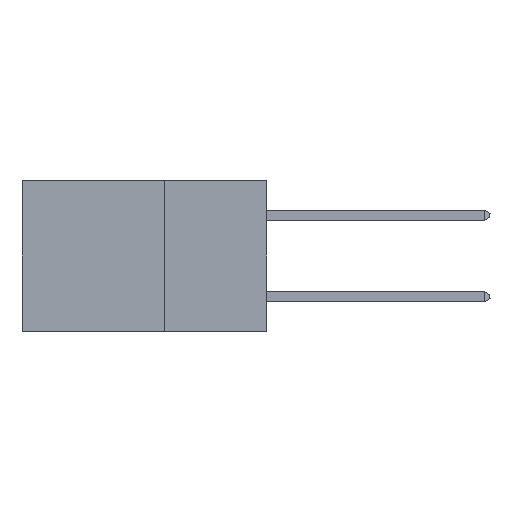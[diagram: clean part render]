
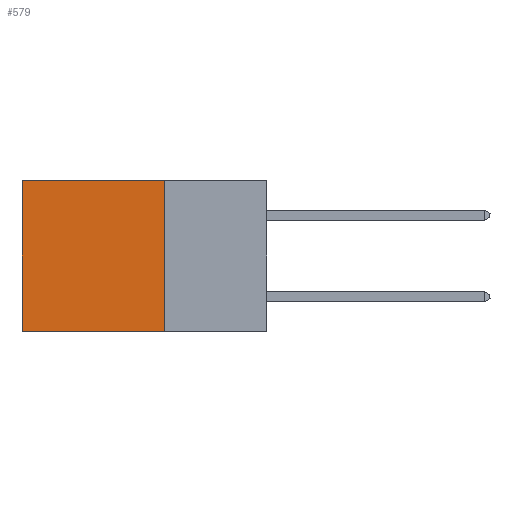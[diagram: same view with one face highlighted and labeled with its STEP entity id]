
A CAD part, left-side view. The second image highlights one B-rep face of the part: STEP entity #579.
In plain terms, the highlighted planar face has unit normal (-1, 0, 0).
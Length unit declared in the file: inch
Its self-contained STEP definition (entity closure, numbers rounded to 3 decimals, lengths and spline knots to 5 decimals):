
#579 = ADVANCED_FACE ( 'NONE', ( #27472 ), #11133, .F. ) ;
#1097 = DIRECTION ( 'NONE',  ( 0., 1., 0. ) ) ;
#2786 = CARTESIAN_POINT ( 'NONE',  ( 0.2875, 0.6, 0. ) ) ;
#3959 = CARTESIAN_POINT ( 'NONE',  ( 0.2875, 0.25, 0. ) ) ;
#4219 = LINE ( 'NONE', #14618, #18774 ) ;
#6081 = EDGE_CURVE ( 'NONE', #11778, #30435, #4219, .T. ) ;
#6125 = CARTESIAN_POINT ( 'NONE',  ( 0.2875, 0.6, -0.37 ) ) ;
#6189 = VERTEX_POINT ( 'NONE', #6125 ) ;
#6367 = LINE ( 'NONE', #16423, #13391 ) ;
#8318 = VECTOR ( 'NONE', #29914, 39.37008 ) ;
#10151 = ORIENTED_EDGE ( 'NONE', *, *, #21782, .F. ) ;
#11133 = PLANE ( 'NONE',  #28004 ) ;
#11267 = DIRECTION ( 'NONE',  ( 1., 0., 0. ) ) ;
#11778 = VERTEX_POINT ( 'NONE', #3959 ) ;
#12008 = DIRECTION ( 'NONE',  ( 0., 0., -1. ) ) ;
#12754 = EDGE_CURVE ( 'NONE', #11778, #31255, #6367, .T. ) ;
#13391 = VECTOR ( 'NONE', #25433, 39.37008 ) ;
#14618 = CARTESIAN_POINT ( 'NONE',  ( 0.2875, 0.25, 0. ) ) ;
#16423 = CARTESIAN_POINT ( 'NONE',  ( 0.2875, 0.25, 0. ) ) ;
#17930 = VECTOR ( 'NONE', #1097, 39.37008 ) ;
#18774 = VECTOR ( 'NONE', #12008, 39.37008 ) ;
#18816 = ORIENTED_EDGE ( 'NONE', *, *, #12754, .T. ) ;
#19915 = EDGE_CURVE ( 'NONE', #31255, #6189, #32239, .T. ) ;
#21175 = ORIENTED_EDGE ( 'NONE', *, *, #19915, .T. ) ;
#21782 = EDGE_CURVE ( 'NONE', #30435, #6189, #22569, .T. ) ;
#22569 = LINE ( 'NONE', #25429, #17930 ) ;
#23175 = CARTESIAN_POINT ( 'NONE',  ( 0.2875, 0.25, 0. ) ) ;
#23364 = EDGE_LOOP ( 'NONE', ( #21175, #10151, #34588, #18816 ) ) ;
#25429 = CARTESIAN_POINT ( 'NONE',  ( 0.2875, 0.25, -0.37 ) ) ;
#25433 = DIRECTION ( 'NONE',  ( 0., 1., 0. ) ) ;
#26545 = CARTESIAN_POINT ( 'NONE',  ( 0.2875, 0.6, 0. ) ) ;
#27472 = FACE_OUTER_BOUND ( 'NONE', #23364, .T. ) ;
#28004 = AXIS2_PLACEMENT_3D ( 'NONE', #23175, #11267, #32235 ) ;
#29739 = CARTESIAN_POINT ( 'NONE',  ( 0.2875, 0.25, -0.37 ) ) ;
#29914 = DIRECTION ( 'NONE',  ( 0., 0., -1. ) ) ;
#30435 = VERTEX_POINT ( 'NONE', #29739 ) ;
#31255 = VERTEX_POINT ( 'NONE', #26545 ) ;
#32235 = DIRECTION ( 'NONE',  ( 0., 0., -1. ) ) ;
#32239 = LINE ( 'NONE', #2786, #8318 ) ;
#34588 = ORIENTED_EDGE ( 'NONE', *, *, #6081, .F. ) ;
